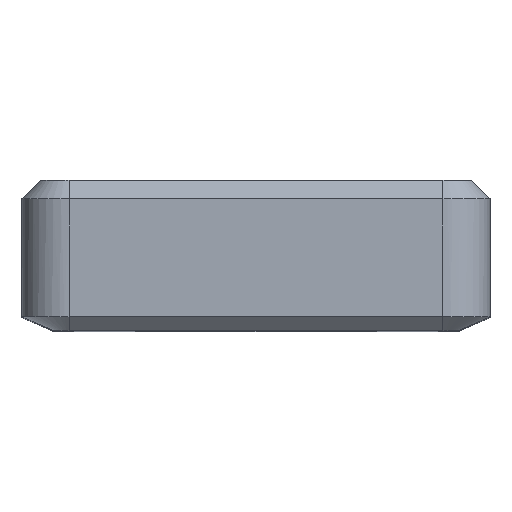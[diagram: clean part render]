
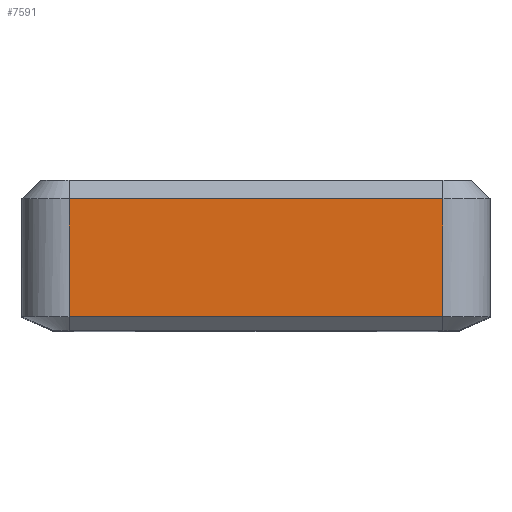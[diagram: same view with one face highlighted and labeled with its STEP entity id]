
A CAD part, top view. The second image highlights one B-rep face of the part: STEP entity #7591.
In plain terms, the highlighted free-form (B-spline) face has degree [1, 1] with [2, 2] control points.
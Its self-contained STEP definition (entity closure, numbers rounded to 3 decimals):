
#7591 = ADVANCED_FACE('',(#7592),#7622,.T.);
#7592 = FACE_BOUND('',#7593,.T.);
#7593 = EDGE_LOOP('',(#7594,#7603,#7610,#7617));
#7594 = ORIENTED_EDGE('',*,*,#7595,.T.);
#7595 = EDGE_CURVE('',#7596,#7598,#7600,.T.);
#7596 = VERTEX_POINT('',#7597);
#7597 = CARTESIAN_POINT('',(-28.856,20.352,
    59.602));
#7598 = VERTEX_POINT('',#7599);
#7599 = CARTESIAN_POINT('',(28.856,20.352,
    59.602));
#7600 = B_SPLINE_CURVE_WITH_KNOTS('',1,(#7601,#7602),.UNSPECIFIED.,.F.,
  .F.,(2,2),(0.,39.7),.PIECEWISE_BEZIER_KNOTS.);
#7601 = CARTESIAN_POINT('',(-28.856,20.352,
    59.602));
#7602 = CARTESIAN_POINT('',(28.856,20.352,
    59.602));
#7603 = ORIENTED_EDGE('',*,*,#7604,.T.);
#7604 = EDGE_CURVE('',#7598,#7605,#7607,.T.);
#7605 = VERTEX_POINT('',#7606);
#7606 = CARTESIAN_POINT('',(28.856,2.181,
    59.602));
#7607 = B_SPLINE_CURVE_WITH_KNOTS('',1,(#7608,#7609),.UNSPECIFIED.,.F.,
  .F.,(2,2),(0.,12.5),.PIECEWISE_BEZIER_KNOTS.);
#7608 = CARTESIAN_POINT('',(28.856,20.352,
    59.602));
#7609 = CARTESIAN_POINT('',(28.856,2.181,
    59.602));
#7610 = ORIENTED_EDGE('',*,*,#7611,.T.);
#7611 = EDGE_CURVE('',#7605,#7612,#7614,.T.);
#7612 = VERTEX_POINT('',#7613);
#7613 = CARTESIAN_POINT('',(-28.856,2.181,
    59.602));
#7614 = B_SPLINE_CURVE_WITH_KNOTS('',1,(#7615,#7616),.UNSPECIFIED.,.F.,
  .F.,(2,2),(0.,39.7),.PIECEWISE_BEZIER_KNOTS.);
#7615 = CARTESIAN_POINT('',(28.856,2.181,
    59.602));
#7616 = CARTESIAN_POINT('',(-28.856,2.181,
    59.602));
#7617 = ORIENTED_EDGE('',*,*,#7618,.T.);
#7618 = EDGE_CURVE('',#7612,#7596,#7619,.T.);
#7619 = B_SPLINE_CURVE_WITH_KNOTS('',1,(#7620,#7621),.UNSPECIFIED.,.F.,
  .F.,(2,2),(0.,12.5),.PIECEWISE_BEZIER_KNOTS.);
#7620 = CARTESIAN_POINT('',(-28.856,2.181,
    59.602));
#7621 = CARTESIAN_POINT('',(-28.856,20.352,
    59.602));
#7622 = B_SPLINE_SURFACE_WITH_KNOTS('',1,1,(
    (#7623,#7624)
    ,(#7625,#7626
  )),.UNSPECIFIED.,.F.,.F.,.F.,(2,2),(2,2),(-19.85,19.85),(1.5,14.),
  .PIECEWISE_BEZIER_KNOTS.);
#7623 = CARTESIAN_POINT('',(28.856,2.181,
    59.602));
#7624 = CARTESIAN_POINT('',(28.856,20.352,
    59.602));
#7625 = CARTESIAN_POINT('',(-28.856,2.181,
    59.602));
#7626 = CARTESIAN_POINT('',(-28.856,20.352,
    59.602));
